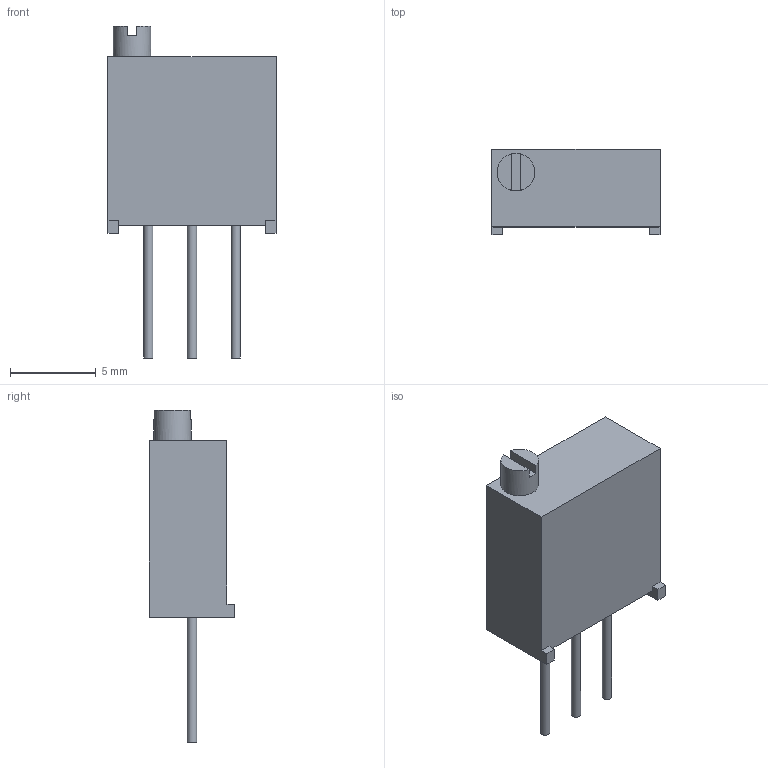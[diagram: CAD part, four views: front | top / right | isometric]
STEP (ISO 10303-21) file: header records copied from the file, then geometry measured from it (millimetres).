
FILE_DESCRIPTION(/* description */ (''),/* implementation_level */ '2;1');
FILE_NAME(/* name */ 'R_PV36W.step',/* time_stamp */ '2021-08-06T20:49:53+08:00',/* author */ (''),/* organization */ (''),/* preprocessor_version */ 'ST-DEVELOPER v18.1',/* originating_system */ 'Autodesk Translation Framework v10.9.0.1377',/* authorisation */ '');
FILE_SCHEMA (('AUTOMOTIVE_DESIGN { 1 0 10303 214 3 1 1 }'));
Length unit declared in the file: millimetre
Products named in the file (2): PV36W; PV36W_3dmodel_1628254015
Assembly tree (1 placements, depth 2):
  PV36W
    PV36W_3dmodel_1628254015
Bounding box: 9.78 x 4.96 x 19.31 mm (x, y, z)
Volume: 447.2 mm3; surface area: 442.7 mm2
Topology: 5 solids, 5 shells, 30 faces, 60 edges, 40 vertices
Faces by surface type: plane 26, cylinder 4
Full cylindrical faces by diameter (mm): 0.54 x3, 2.184 x1
Entity records: 856 total; most frequent: DIRECTION 138, CARTESIAN_POINT 133, ORIENTED_EDGE 120, EDGE_CURVE 60, LINE 48, VECTOR 48, AXIS2_PLACEMENT_3D 45, VERTEX_POINT 40
